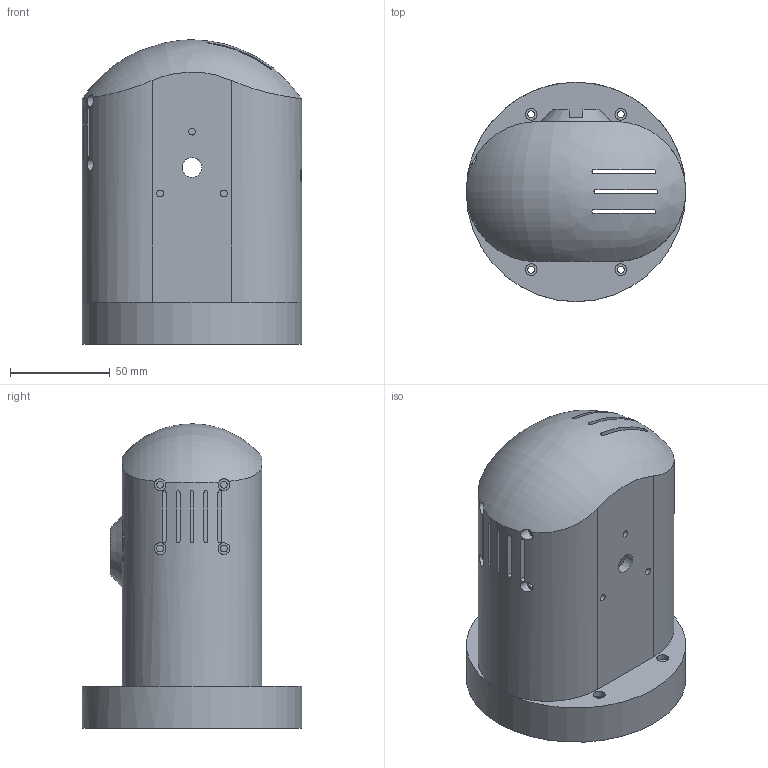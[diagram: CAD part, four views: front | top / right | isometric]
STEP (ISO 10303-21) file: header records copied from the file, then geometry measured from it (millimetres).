
FILE_DESCRIPTION(('FreeCAD Model'),'2;1');
FILE_NAME('Art3Body.step', '2017-11-03T09:44:32',('Author'),(''), 'Open CASCADE STEP processor 6.8','FreeCAD','Unknown');
FILE_SCHEMA(('AUTOMOTIVE_DESIGN_CC2 { 1 2 10303 214 -1 1 5 4 }'));
Length unit declared in the file: millimetre
Products named in the file (2): ASSEMBLY; Art3Body
Assembly tree (1 placements, depth 2):
  ASSEMBLY
    Art3Body
Bounding box: 110 x 110 x 152.48 mm (x, y, z)
Volume: 277488.9 mm3; surface area: 102476.8 mm2
Topology: 1 solids, 1 shells, 203 faces, 614 edges, 424 vertices
Faces by surface type: plane 136, cylinder 64, revolution 2, cone 1
Full cylindrical faces by diameter (mm): 3.4 x22, 5.9 x10, 10 x2, 16.4 x1, 100.4 x1, 110 x1
Entity records: 32293 total; most frequent: CARTESIAN_POINT 20756, DIRECTION 1869, ORIENTED_EDGE 1228, PCURVE 1228, DEFINITIONAL_REPRESENTATION 1228, LINE 1018, VECTOR 1018, EDGE_CURVE 614
